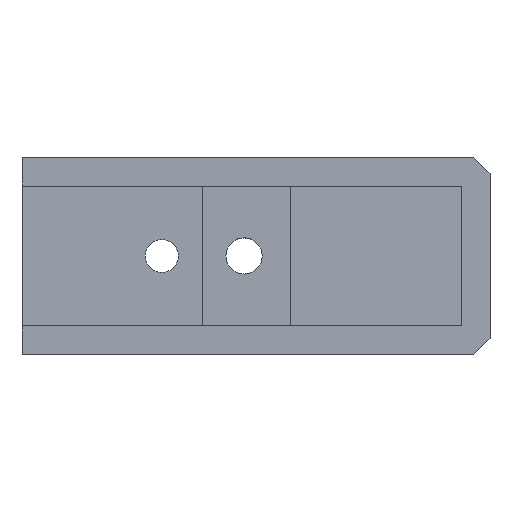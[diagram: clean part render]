
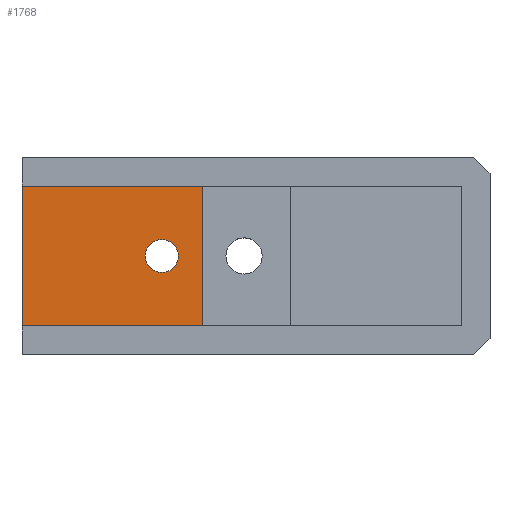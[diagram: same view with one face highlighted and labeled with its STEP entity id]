
A CAD part, top view. The second image highlights one B-rep face of the part: STEP entity #1768.
In plain terms, the highlighted planar face has unit normal (0, 0, 1).
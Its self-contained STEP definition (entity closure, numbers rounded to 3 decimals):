
#419 = PLANE('',#420);
#420 = AXIS2_PLACEMENT_3D('',#421,#422,#423);
#421 = CARTESIAN_POINT('',(-13.5,5.75,4.5));
#422 = DIRECTION('',(-1.,0.,0.));
#423 = DIRECTION('',(0.,-1.,0.));
#447 = PLANE('',#448);
#448 = AXIS2_PLACEMENT_3D('',#449,#450,#451);
#449 = CARTESIAN_POINT('',(-13.5,14.25,4.5));
#450 = DIRECTION('',(0.,-1.,0.));
#451 = DIRECTION('',(1.,0.,0.));
#503 = PLANE('',#504);
#504 = AXIS2_PLACEMENT_3D('',#505,#506,#507);
#505 = CARTESIAN_POINT('',(13.2,5.75,4.5));
#506 = DIRECTION('',(0.,1.,0.));
#507 = DIRECTION('',(-1.,0.,0.));
#758 = CYLINDRICAL_SURFACE('',#759,1.);
#759 = AXIS2_PLACEMENT_3D('',#760,#761,#762);
#760 = CARTESIAN_POINT('',(-5.,10.,0.));
#761 = DIRECTION('',(0.,0.,1.));
#762 = DIRECTION('',(1.,0.,0.));
#1011 = VERTEX_POINT('',#1012);
#1012 = CARTESIAN_POINT('',(-13.5,5.75,3.));
#1033 = EDGE_CURVE('',#1011,#1034,#1036,.T.);
#1034 = VERTEX_POINT('',#1035);
#1035 = CARTESIAN_POINT('',(-13.5,14.25,3.));
#1036 = SURFACE_CURVE('',#1037,(#1041,#1048),.PCURVE_S1.);
#1037 = LINE('',#1038,#1039);
#1038 = CARTESIAN_POINT('',(-13.5,4.,3.));
#1039 = VECTOR('',#1040,1.);
#1040 = DIRECTION('',(0.,1.,0.));
#1041 = PCURVE('',#419,#1042);
#1042 = DEFINITIONAL_REPRESENTATION('',(#1043),#1047);
#1043 = LINE('',#1044,#1045);
#1044 = CARTESIAN_POINT('',(1.75,-1.5));
#1045 = VECTOR('',#1046,1.);
#1046 = DIRECTION('',(-1.,0.));
#1047 = ( GEOMETRIC_REPRESENTATION_CONTEXT(2) 
PARAMETRIC_REPRESENTATION_CONTEXT() REPRESENTATION_CONTEXT('2D SPACE',''
  ) );
#1048 = PCURVE('',#1049,#1054);
#1049 = PLANE('',#1050);
#1050 = AXIS2_PLACEMENT_3D('',#1051,#1052,#1053);
#1051 = CARTESIAN_POINT('',(0.725,10.,3.));
#1052 = DIRECTION('',(0.,0.,-1.));
#1053 = DIRECTION('',(1.,0.,0.));
#1054 = DEFINITIONAL_REPRESENTATION('',(#1055),#1059);
#1055 = LINE('',#1056,#1057);
#1056 = CARTESIAN_POINT('',(-14.225,6.));
#1057 = VECTOR('',#1058,1.);
#1058 = DIRECTION('',(0.,-1.));
#1059 = ( GEOMETRIC_REPRESENTATION_CONTEXT(2) 
PARAMETRIC_REPRESENTATION_CONTEXT() REPRESENTATION_CONTEXT('2D SPACE',''
  ) );
#1113 = EDGE_CURVE('',#1114,#1034,#1116,.T.);
#1114 = VERTEX_POINT('',#1115);
#1115 = CARTESIAN_POINT('',(-2.5,14.25,3.));
#1116 = SURFACE_CURVE('',#1117,(#1121,#1128),.PCURVE_S1.);
#1117 = LINE('',#1118,#1119);
#1118 = CARTESIAN_POINT('',(13.2,14.25,3.));
#1119 = VECTOR('',#1120,1.);
#1120 = DIRECTION('',(-1.,0.,0.));
#1121 = PCURVE('',#447,#1122);
#1122 = DEFINITIONAL_REPRESENTATION('',(#1123),#1127);
#1123 = LINE('',#1124,#1125);
#1124 = CARTESIAN_POINT('',(26.7,-1.5));
#1125 = VECTOR('',#1126,1.);
#1126 = DIRECTION('',(-1.,0.));
#1127 = ( GEOMETRIC_REPRESENTATION_CONTEXT(2) 
PARAMETRIC_REPRESENTATION_CONTEXT() REPRESENTATION_CONTEXT('2D SPACE',''
  ) );
#1128 = PCURVE('',#1049,#1129);
#1129 = DEFINITIONAL_REPRESENTATION('',(#1130),#1134);
#1130 = LINE('',#1131,#1132);
#1131 = CARTESIAN_POINT('',(12.475,-4.25));
#1132 = VECTOR('',#1133,1.);
#1133 = DIRECTION('',(-1.,0.));
#1134 = ( GEOMETRIC_REPRESENTATION_CONTEXT(2) 
PARAMETRIC_REPRESENTATION_CONTEXT() REPRESENTATION_CONTEXT('2D SPACE',''
  ) );
#1152 = PLANE('',#1153);
#1153 = AXIS2_PLACEMENT_3D('',#1154,#1155,#1156);
#1154 = CARTESIAN_POINT('',(-2.5,5.75,4.5));
#1155 = DIRECTION('',(-1.,0.,0.));
#1156 = DIRECTION('',(0.,1.,0.));
#1371 = VERTEX_POINT('',#1372);
#1372 = CARTESIAN_POINT('',(-2.5,5.75,3.));
#1393 = EDGE_CURVE('',#1011,#1371,#1394,.T.);
#1394 = SURFACE_CURVE('',#1395,(#1399,#1406),.PCURVE_S1.);
#1395 = LINE('',#1396,#1397);
#1396 = CARTESIAN_POINT('',(-13.5,5.75,3.));
#1397 = VECTOR('',#1398,1.);
#1398 = DIRECTION('',(1.,0.,0.));
#1399 = PCURVE('',#503,#1400);
#1400 = DEFINITIONAL_REPRESENTATION('',(#1401),#1405);
#1401 = LINE('',#1402,#1403);
#1402 = CARTESIAN_POINT('',(26.7,-1.5));
#1403 = VECTOR('',#1404,1.);
#1404 = DIRECTION('',(-1.,0.));
#1405 = ( GEOMETRIC_REPRESENTATION_CONTEXT(2) 
PARAMETRIC_REPRESENTATION_CONTEXT() REPRESENTATION_CONTEXT('2D SPACE',''
  ) );
#1406 = PCURVE('',#1049,#1407);
#1407 = DEFINITIONAL_REPRESENTATION('',(#1408),#1412);
#1408 = LINE('',#1409,#1410);
#1409 = CARTESIAN_POINT('',(-14.225,4.25));
#1410 = VECTOR('',#1411,1.);
#1411 = DIRECTION('',(1.,0.));
#1412 = ( GEOMETRIC_REPRESENTATION_CONTEXT(2) 
PARAMETRIC_REPRESENTATION_CONTEXT() REPRESENTATION_CONTEXT('2D SPACE',''
  ) );
#1424 = EDGE_CURVE('',#1425,#1425,#1427,.T.);
#1425 = VERTEX_POINT('',#1426);
#1426 = CARTESIAN_POINT('',(-4.,10.,3.));
#1427 = SURFACE_CURVE('',#1428,(#1433,#1440),.PCURVE_S1.);
#1428 = CIRCLE('',#1429,1.);
#1429 = AXIS2_PLACEMENT_3D('',#1430,#1431,#1432);
#1430 = CARTESIAN_POINT('',(-5.,10.,3.));
#1431 = DIRECTION('',(0.,0.,1.));
#1432 = DIRECTION('',(1.,0.,-0.));
#1433 = PCURVE('',#758,#1434);
#1434 = DEFINITIONAL_REPRESENTATION('',(#1435),#1439);
#1435 = LINE('',#1436,#1437);
#1436 = CARTESIAN_POINT('',(0.,3.));
#1437 = VECTOR('',#1438,1.);
#1438 = DIRECTION('',(1.,0.));
#1439 = ( GEOMETRIC_REPRESENTATION_CONTEXT(2) 
PARAMETRIC_REPRESENTATION_CONTEXT() REPRESENTATION_CONTEXT('2D SPACE',''
  ) );
#1440 = PCURVE('',#1049,#1441);
#1441 = DEFINITIONAL_REPRESENTATION('',(#1442),#1450);
#1442 = ( BOUNDED_CURVE() B_SPLINE_CURVE(2,(#1443,#1444,#1445,#1446,
#1447,#1448,#1449),.UNSPECIFIED.,.T.,.F.) B_SPLINE_CURVE_WITH_KNOTS((1,2
    ,2,2,2,1),(-2.094,0.,2.094,4.189,
6.283,8.378),.UNSPECIFIED.) CURVE() 
GEOMETRIC_REPRESENTATION_ITEM() RATIONAL_B_SPLINE_CURVE((1.,0.5,1.,0.5,
1.,0.5,1.)) REPRESENTATION_ITEM('') );
#1443 = CARTESIAN_POINT('',(-4.725,0.));
#1444 = CARTESIAN_POINT('',(-4.725,-1.732));
#1445 = CARTESIAN_POINT('',(-6.225,-0.866));
#1446 = CARTESIAN_POINT('',(-7.725,0.));
#1447 = CARTESIAN_POINT('',(-6.225,0.866));
#1448 = CARTESIAN_POINT('',(-4.725,1.732));
#1449 = CARTESIAN_POINT('',(-4.725,0.));
#1450 = ( GEOMETRIC_REPRESENTATION_CONTEXT(2) 
PARAMETRIC_REPRESENTATION_CONTEXT() REPRESENTATION_CONTEXT('2D SPACE',''
  ) );
#1768 = ADVANCED_FACE('',(#1769,#1795),#1049,.F.);
#1769 = FACE_BOUND('',#1770,.F.);
#1770 = EDGE_LOOP('',(#1771,#1772,#1773,#1774));
#1771 = ORIENTED_EDGE('',*,*,#1393,.F.);
#1772 = ORIENTED_EDGE('',*,*,#1033,.T.);
#1773 = ORIENTED_EDGE('',*,*,#1113,.F.);
#1774 = ORIENTED_EDGE('',*,*,#1775,.F.);
#1775 = EDGE_CURVE('',#1371,#1114,#1776,.T.);
#1776 = SURFACE_CURVE('',#1777,(#1781,#1788),.PCURVE_S1.);
#1777 = LINE('',#1778,#1779);
#1778 = CARTESIAN_POINT('',(-2.5,5.75,3.));
#1779 = VECTOR('',#1780,1.);
#1780 = DIRECTION('',(0.,1.,0.));
#1781 = PCURVE('',#1049,#1782);
#1782 = DEFINITIONAL_REPRESENTATION('',(#1783),#1787);
#1783 = LINE('',#1784,#1785);
#1784 = CARTESIAN_POINT('',(-3.225,4.25));
#1785 = VECTOR('',#1786,1.);
#1786 = DIRECTION('',(0.,-1.));
#1787 = ( GEOMETRIC_REPRESENTATION_CONTEXT(2) 
PARAMETRIC_REPRESENTATION_CONTEXT() REPRESENTATION_CONTEXT('2D SPACE',''
  ) );
#1788 = PCURVE('',#1152,#1789);
#1789 = DEFINITIONAL_REPRESENTATION('',(#1790),#1794);
#1790 = LINE('',#1791,#1792);
#1791 = CARTESIAN_POINT('',(0.,1.5));
#1792 = VECTOR('',#1793,1.);
#1793 = DIRECTION('',(1.,0.));
#1794 = ( GEOMETRIC_REPRESENTATION_CONTEXT(2) 
PARAMETRIC_REPRESENTATION_CONTEXT() REPRESENTATION_CONTEXT('2D SPACE',''
  ) );
#1795 = FACE_BOUND('',#1796,.F.);
#1796 = EDGE_LOOP('',(#1797));
#1797 = ORIENTED_EDGE('',*,*,#1424,.T.);
